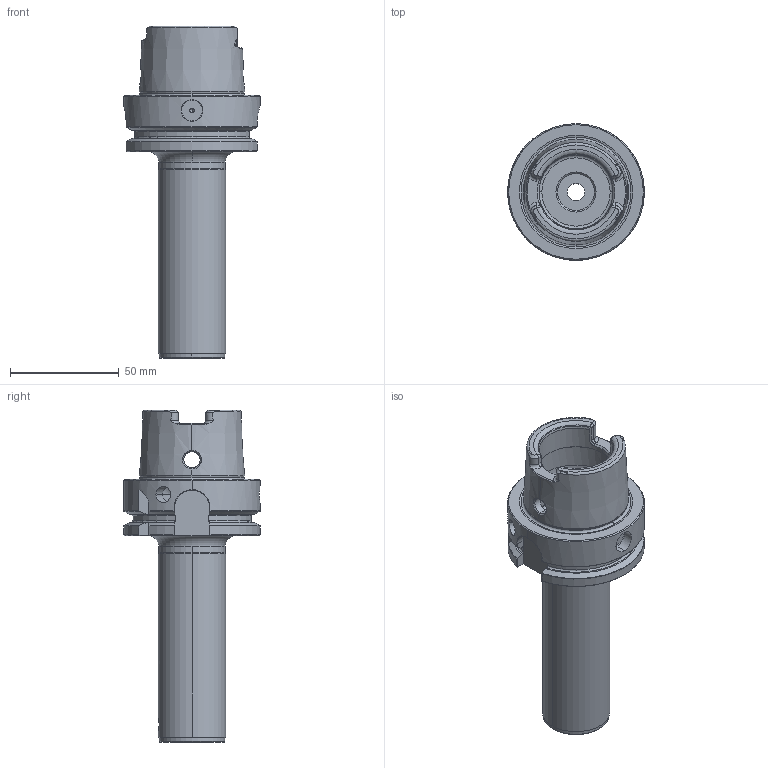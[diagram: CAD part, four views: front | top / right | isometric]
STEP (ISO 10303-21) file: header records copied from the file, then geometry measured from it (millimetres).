
FILE_DESCRIPTION(('no description'),'unknown implementation level');
FILE_NAME('48D035EF-7FEF-4A60-87AB-2AD1DF8E87B9_export.stp',' ',('CIMSOURCE GmbH'),('CADClick - KiM GmbH - www.kimweb.de'),'unknown preprocess','ACIS','unknown authorization');
FILE_SCHEMA(('automotive_design'));
Length unit declared in the file: millimetre
Products named in the file (2): 324.332 Kaiser HSK-A63 x CK3 x 130B|690.433 Kaiser ETL M6 X 8,5 CK3_Standard;NONE; 324.332 Kaiser HSK-A63 x CK3 x 130B|324.332 Kaiser HSK-A63 x CK3 x 130B_Standard;NONE
Bounding box: 62.94 x 62.94 x 152.9 mm (x, y, z)
Volume: 142820.8 mm3; surface area: 34615.5 mm2
Topology: 2 solids, 2 shells, 282 faces, 729 edges, 448 vertices
Faces by surface type: cone 88, plane 82, cylinder 61, torus 32, bspline 19
Entity records: 20361 total; most frequent: CARTESIAN_POINT 5686, STYLED_ITEM 1455, PRESENTATION_STYLE_ASSIGNMENT 1455, COLOUR_RGB 1455, ORIENTED_EDGE 1446, DIRECTION 1295, EDGE_CURVE 723, CURVE_STYLE 723
